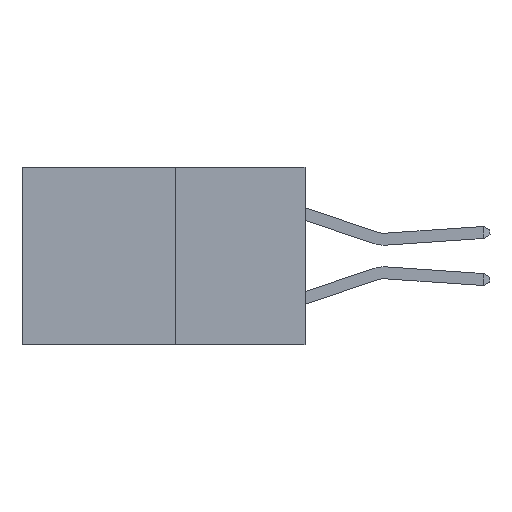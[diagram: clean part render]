
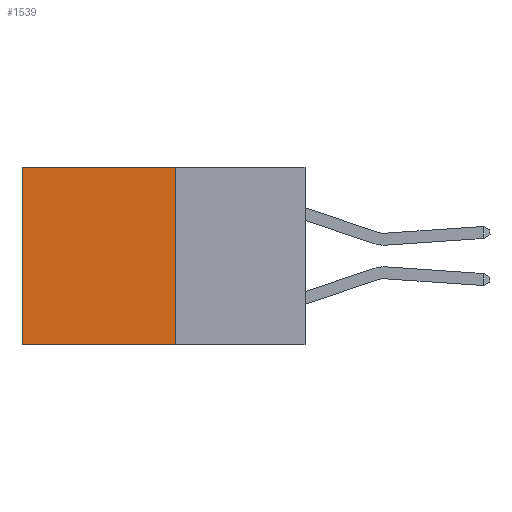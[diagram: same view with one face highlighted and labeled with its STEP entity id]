
A CAD part, left-side view. The second image highlights one B-rep face of the part: STEP entity #1539.
In plain terms, the highlighted planar face has unit normal (-1, 0, 0).
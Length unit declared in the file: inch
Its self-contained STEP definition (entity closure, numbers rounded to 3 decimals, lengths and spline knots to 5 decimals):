
#407 = DIRECTION ( 'NONE',  ( 0., 0., -1. ) ) ;
#453 = EDGE_CURVE ( 'NONE', #7825, #16994, #8074, .T. ) ;
#665 = DIRECTION ( 'NONE',  ( 0., 1., 0. ) ) ;
#1539 = ADVANCED_FACE ( 'NONE', ( #16636 ), #18270, .F. ) ;
#3419 = DIRECTION ( 'NONE',  ( 0., 0., -1. ) ) ;
#3612 = AXIS2_PLACEMENT_3D ( 'NONE', #10998, #17359, #407 ) ;
#4751 = VECTOR ( 'NONE', #665, 39.37008 ) ;
#5926 = DIRECTION ( 'NONE',  ( 0., 1., 0. ) ) ;
#7634 = EDGE_CURVE ( 'NONE', #13519, #17307, #9798, .T. ) ;
#7825 = VERTEX_POINT ( 'NONE', #8162 ) ;
#8074 = LINE ( 'NONE', #8565, #16419 ) ;
#8162 = CARTESIAN_POINT ( 'NONE',  ( 0.277, 0.59, 0. ) ) ;
#8565 = CARTESIAN_POINT ( 'NONE',  ( 0.277, 0.59, -0.37 ) ) ;
#8839 = ORIENTED_EDGE ( 'NONE', *, *, #18951, .F. ) ;
#9335 = ORIENTED_EDGE ( 'NONE', *, *, #7634, .F. ) ;
#9798 = LINE ( 'NONE', #20833, #19183 ) ;
#10722 = EDGE_CURVE ( 'NONE', #13519, #7825, #18185, .T. ) ;
#10895 = CARTESIAN_POINT ( 'NONE',  ( 0.277, 0.27, 0. ) ) ;
#10922 = CARTESIAN_POINT ( 'NONE',  ( 0.277, 0.27, -0.37 ) ) ;
#10998 = CARTESIAN_POINT ( 'NONE',  ( 0.277, 0.27, -0.37 ) ) ;
#11576 = DIRECTION ( 'NONE',  ( 0., 0., -1. ) ) ;
#12142 = CARTESIAN_POINT ( 'NONE',  ( 0.277, 0.27, 0. ) ) ;
#13519 = VERTEX_POINT ( 'NONE', #12142 ) ;
#16419 = VECTOR ( 'NONE', #3419, 39.37008 ) ;
#16636 = FACE_OUTER_BOUND ( 'NONE', #21359, .T. ) ;
#16994 = VERTEX_POINT ( 'NONE', #21395 ) ;
#17307 = VERTEX_POINT ( 'NONE', #17340 ) ;
#17340 = CARTESIAN_POINT ( 'NONE',  ( 0.277, 0.27, -0.37 ) ) ;
#17359 = DIRECTION ( 'NONE',  ( 1., 0., 0. ) ) ;
#17969 = LINE ( 'NONE', #10922, #21325 ) ;
#18185 = LINE ( 'NONE', #10895, #4751 ) ;
#18205 = ORIENTED_EDGE ( 'NONE', *, *, #10722, .T. ) ;
#18270 = PLANE ( 'NONE',  #3612 ) ;
#18951 = EDGE_CURVE ( 'NONE', #17307, #16994, #17969, .T. ) ;
#19183 = VECTOR ( 'NONE', #11576, 39.37008 ) ;
#20833 = CARTESIAN_POINT ( 'NONE',  ( 0.277, 0.27, -0.37 ) ) ;
#21325 = VECTOR ( 'NONE', #5926, 39.37008 ) ;
#21359 = EDGE_LOOP ( 'NONE', ( #21568, #8839, #9335, #18205 ) ) ;
#21395 = CARTESIAN_POINT ( 'NONE',  ( 0.277, 0.59, -0.37 ) ) ;
#21568 = ORIENTED_EDGE ( 'NONE', *, *, #453, .T. ) ;
